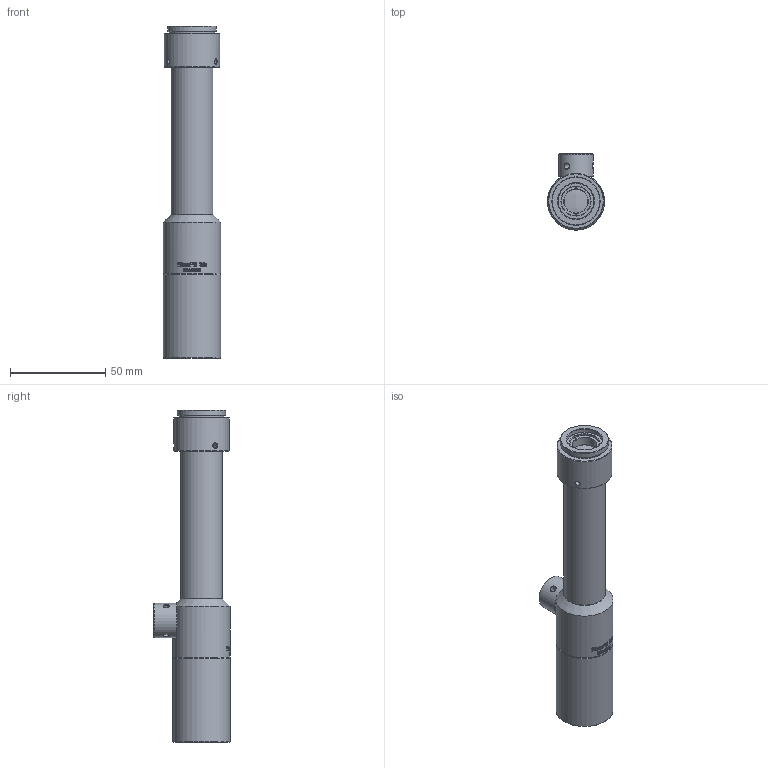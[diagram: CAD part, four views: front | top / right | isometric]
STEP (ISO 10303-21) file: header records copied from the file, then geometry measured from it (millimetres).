
FILE_DESCRIPTION(/* description */ (''),/* implementation_level */ '2;1');
FILE_NAME(/* name */ 'TC300110A_外形3D.stp',/* time_stamp */ '2022-03-22T16:10:57+08:00',/* author */ (''),/* organization */ (''),/* preprocessor_version */ 'ST-DEVELOPER v16',/* originating_system */ 'SIEMENS PLM Software NX 10.0',/* authorisation */ '');
FILE_SCHEMA (('AUTOMOTIVE_DESIGN { 1 0 10303 214 3 1 1 1 }'));
Length unit declared in the file: millimetre
Products named in the file (1): FLY22E82D364zhg
Bounding box: 30 x 40 x 174.5 mm (x, y, z)
Volume: 52252.1 mm3; surface area: 37443.3 mm2
Topology: 10 solids, 10 shells, 536 faces, 1324 edges, 870 vertices
Faces by surface type: plane 198, extrusion 167, cylinder 80, cone 79, bspline 8, sphere 4
Full cylindrical faces by diameter (mm): 2.5 x3, 3 x3, 7.6 x1, 8 x1, 10 x1, 11.8 x1, 12 x1, 12.6 x2, 13.4 x1, 14 x1, 14.2 x1, 14.6 x2, 15 x2, 15.4 x1, 16 x1, 16.2 x1, 17 x3, 17.8 x1, 18 x2, 18.2 x1, 18.4 x1, 19 x3, 19.2 x1, 20 x1, 20.2 x1, 20.4 x1, 21 x1, 21.2 x1, 22 x2, 22.2 x1
Entity records: 20504 total; most frequent: CARTESIAN_POINT 9248, ORIENTED_EDGE 2274, DIRECTION 1814, EDGE_CURVE 1137, VERTEX_POINT 824, EDGE_LOOP 767, B_SPLINE_CURVE_WITH_KNOTS 655, AXIS2_PLACEMENT_3D 636
